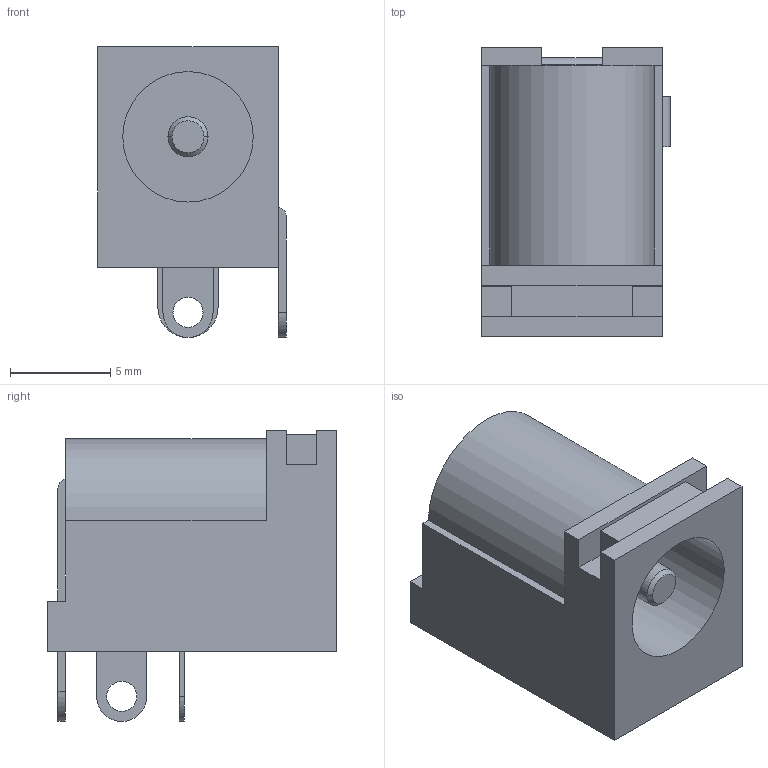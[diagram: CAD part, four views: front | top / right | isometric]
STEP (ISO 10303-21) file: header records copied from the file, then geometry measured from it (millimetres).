
FILE_DESCRIPTION(('FreeCAD Model'),'2;1');
FILE_NAME('CUI_PJ-002A.step','2018-08-12T15:22:03' ,('kicad StepUp'),('ksu MCAD'),'Open CASCADE STEP processor 6.8', 'FreeCAD','Unknown');
FILE_SCHEMA(('AUTOMOTIVE_DESIGN_CC2 { 1 2 10303 214 -1 1 5 4 }'));
Length unit declared in the file: millimetre
Products named in the file (2): ASSEMBLY; CUI_PJ-002A
Assembly tree (1 placements, depth 2):
  ASSEMBLY
    CUI_PJ-002A
Bounding box: 9.4 x 14.4 x 14.5 mm (x, y, z)
Volume: 1005.1 mm3; surface area: 1002.4 mm2
Topology: 1 solids, 1 shells, 57 faces, 148 edges, 96 vertices
Faces by surface type: plane 39, cylinder 16, cone 2
Entity records: 1783 total; most frequent: CARTESIAN_POINT 303, DIRECTION 300, ORIENTED_EDGE 296, EDGE_CURVE 148, LINE 114, VECTOR 114, VERTEX_POINT 96, AXIS2_PLACEMENT_3D 93
